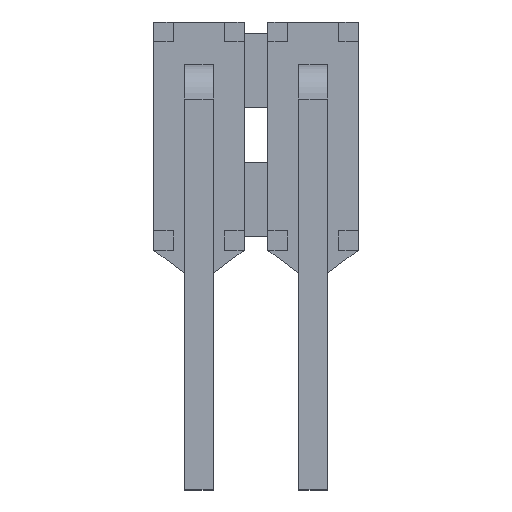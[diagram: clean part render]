
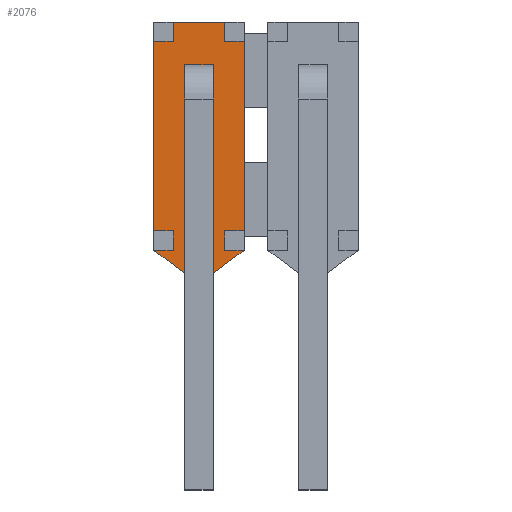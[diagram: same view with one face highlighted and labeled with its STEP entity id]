
A CAD part, front view. The second image highlights one B-rep face of the part: STEP entity #2076.
In plain terms, the highlighted planar face has unit normal (0, -1, 0).
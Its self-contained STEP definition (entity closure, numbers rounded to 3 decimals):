
#148=FACE_OUTER_BOUND('',#268,.T.);
#268=EDGE_LOOP('',(#1693,#1694,#1695,#1696,#1697,#1698,#1699,#1700,#1701,
#1702,#1703,#1704,#1705,#1706,#1707,#1708));
#440=LINE('',#3126,#708);
#442=LINE('',#3130,#710);
#444=LINE('',#3134,#712);
#449=LINE('',#3144,#717);
#451=LINE('',#3150,#719);
#455=LINE('',#3159,#723);
#461=LINE('',#3171,#729);
#462=LINE('',#3173,#730);
#471=LINE('',#3190,#739);
#474=LINE('',#3195,#742);
#477=LINE('',#3201,#745);
#478=LINE('',#3204,#746);
#485=LINE('',#3217,#753);
#488=LINE('',#3221,#756);
#489=LINE('',#3223,#757);
#490=LINE('',#3224,#758);
#708=VECTOR('',#2563,0.855);
#710=VECTOR('',#2567,0.635);
#712=VECTOR('',#2571,0.855);
#717=VECTOR('',#2578,0.432);
#719=VECTOR('',#2582,0.432);
#723=VECTOR('',#2588,0.432);
#729=VECTOR('',#2596,0.432);
#730=VECTOR('',#2599,4.216);
#739=VECTOR('',#2614,0.432);
#742=VECTOR('',#2619,0.432);
#745=VECTOR('',#2624,0.432);
#746=VECTOR('',#2627,0.432);
#753=VECTOR('',#2640,4.216);
#756=VECTOR('',#2645,1.148);
#757=VECTOR('',#2648,0.432);
#758=VECTOR('',#2649,0.432);
#943=VERTEX_POINT('',#3123);
#944=VERTEX_POINT('',#3125);
#945=VERTEX_POINT('',#3129);
#946=VERTEX_POINT('',#3133);
#947=VERTEX_POINT('',#3137);
#950=VERTEX_POINT('',#3142);
#952=VERTEX_POINT('',#3147);
#953=VERTEX_POINT('',#3149);
#956=VERTEX_POINT('',#3156);
#957=VERTEX_POINT('',#3158);
#959=VERTEX_POINT('',#3164);
#962=VERTEX_POINT('',#3169);
#967=VERTEX_POINT('',#3189);
#968=VERTEX_POINT('',#3193);
#970=VERTEX_POINT('',#3199);
#971=VERTEX_POINT('',#3203);
#1180=EDGE_CURVE('',#943,#944,#440,.T.);
#1182=EDGE_CURVE('',#944,#945,#442,.T.);
#1184=EDGE_CURVE('',#945,#946,#444,.T.);
#1189=EDGE_CURVE('',#947,#950,#449,.T.);
#1191=EDGE_CURVE('',#952,#953,#451,.T.);
#1195=EDGE_CURVE('',#956,#957,#455,.T.);
#1201=EDGE_CURVE('',#959,#962,#461,.T.);
#1202=EDGE_CURVE('',#962,#957,#462,.T.);
#1211=EDGE_CURVE('',#959,#967,#471,.T.);
#1214=EDGE_CURVE('',#968,#956,#474,.T.);
#1217=EDGE_CURVE('',#950,#970,#477,.T.);
#1218=EDGE_CURVE('',#971,#953,#478,.T.);
#1225=EDGE_CURVE('',#947,#952,#485,.T.);
#1228=EDGE_CURVE('',#970,#967,#488,.T.);
#1229=EDGE_CURVE('',#946,#968,#489,.T.);
#1230=EDGE_CURVE('',#971,#943,#490,.T.);
#1693=ORIENTED_EDGE('',*,*,#1191,.F.);
#1694=ORIENTED_EDGE('',*,*,#1225,.F.);
#1695=ORIENTED_EDGE('',*,*,#1189,.T.);
#1696=ORIENTED_EDGE('',*,*,#1217,.T.);
#1697=ORIENTED_EDGE('',*,*,#1228,.T.);
#1698=ORIENTED_EDGE('',*,*,#1211,.F.);
#1699=ORIENTED_EDGE('',*,*,#1201,.T.);
#1700=ORIENTED_EDGE('',*,*,#1202,.T.);
#1701=ORIENTED_EDGE('',*,*,#1195,.F.);
#1702=ORIENTED_EDGE('',*,*,#1214,.F.);
#1703=ORIENTED_EDGE('',*,*,#1229,.F.);
#1704=ORIENTED_EDGE('',*,*,#1184,.F.);
#1705=ORIENTED_EDGE('',*,*,#1182,.F.);
#1706=ORIENTED_EDGE('',*,*,#1180,.F.);
#1707=ORIENTED_EDGE('',*,*,#1230,.F.);
#1708=ORIENTED_EDGE('',*,*,#1218,.T.);
#1956=PLANE('',#2225);
#2076=ADVANCED_FACE('',(#148),#1956,.F.);
#2225=AXIS2_PLACEMENT_3D('',#3222,#2646,#2647);
#2563=DIRECTION('',(-0.805,0.,-0.594));
#2567=DIRECTION('',(-1.,0.,0.));
#2571=DIRECTION('',(-0.805,0.,0.594));
#2578=DIRECTION('',(-1.,0.,0.));
#2582=DIRECTION('',(-1.,0.,0.));
#2588=DIRECTION('',(-1.,0.,0.));
#2596=DIRECTION('',(-1.,0.,0.));
#2599=DIRECTION('',(0.,0.,-1.));
#2614=DIRECTION('',(0.,0.,1.));
#2619=DIRECTION('',(0.,0.,1.));
#2624=DIRECTION('',(0.,0.,1.));
#2627=DIRECTION('',(0.,0.,1.));
#2640=DIRECTION('',(0.,0.,-1.));
#2645=DIRECTION('',(-1.,0.,0.));
#2646=DIRECTION('center_axis',(0.,1.,0.));
#2647=DIRECTION('ref_axis',(0.,0.,
-1.));
#2648=DIRECTION('',(1.,0.,0.));
#2649=DIRECTION('',(1.,0.,0.));
#3123=CARTESIAN_POINT('',(-0.264,3.302,0.508));
#3125=CARTESIAN_POINT('',(-0.952,3.302,0.));
#3126=CARTESIAN_POINT('',(-0.264,3.302,0.508));
#3129=CARTESIAN_POINT('',(-1.587,3.302,0.));
#3130=CARTESIAN_POINT('',(-0.952,3.302,0.));
#3133=CARTESIAN_POINT('',(-2.276,3.302,0.508));
#3134=CARTESIAN_POINT('',(-1.587,3.302,0.));
#3137=CARTESIAN_POINT('',(-0.264,3.302,5.156));
#3142=CARTESIAN_POINT('',(-0.696,3.302,5.156));
#3144=CARTESIAN_POINT('',(-0.264,3.302,5.156));
#3147=CARTESIAN_POINT('',(-0.264,3.302,0.94));
#3149=CARTESIAN_POINT('',(-0.696,3.302,0.94));
#3150=CARTESIAN_POINT('',(-0.264,3.302,0.94));
#3156=CARTESIAN_POINT('',(-1.844,3.302,0.94));
#3158=CARTESIAN_POINT('',(-2.276,3.302,0.94));
#3159=CARTESIAN_POINT('',(-1.844,3.302,0.94));
#3164=CARTESIAN_POINT('',(-1.844,3.302,5.156));
#3169=CARTESIAN_POINT('',(-2.276,3.302,5.156));
#3171=CARTESIAN_POINT('',(-1.844,3.302,5.156));
#3173=CARTESIAN_POINT('',(-2.276,3.302,5.156));
#3189=CARTESIAN_POINT('',(-1.844,3.302,5.588));
#3190=CARTESIAN_POINT('',(-1.844,3.302,5.156));
#3193=CARTESIAN_POINT('',(-1.844,3.302,0.508));
#3195=CARTESIAN_POINT('',(-1.844,3.302,0.508));
#3199=CARTESIAN_POINT('',(-0.696,3.302,5.588));
#3201=CARTESIAN_POINT('',(-0.696,3.302,5.156));
#3203=CARTESIAN_POINT('',(-0.696,3.302,0.508));
#3204=CARTESIAN_POINT('',(-0.696,3.302,0.508));
#3217=CARTESIAN_POINT('',(-0.264,3.302,3.048));
#3221=CARTESIAN_POINT('',(-0.696,3.302,5.588));
#3222=CARTESIAN_POINT('Origin',(-0.164,3.302,5.867));
#3223=CARTESIAN_POINT('',(-2.276,3.302,0.508));
#3224=CARTESIAN_POINT('',(-0.696,3.302,0.508));
